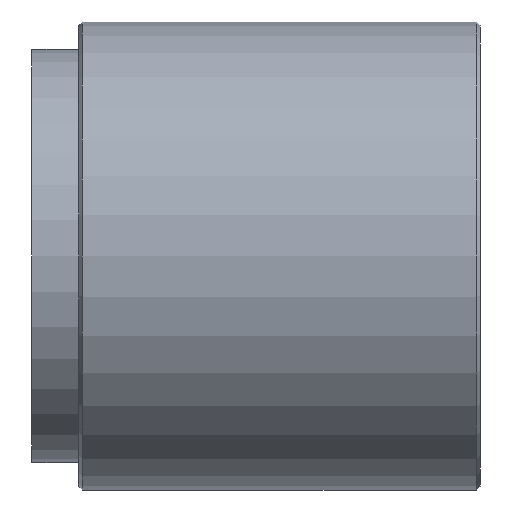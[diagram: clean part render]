
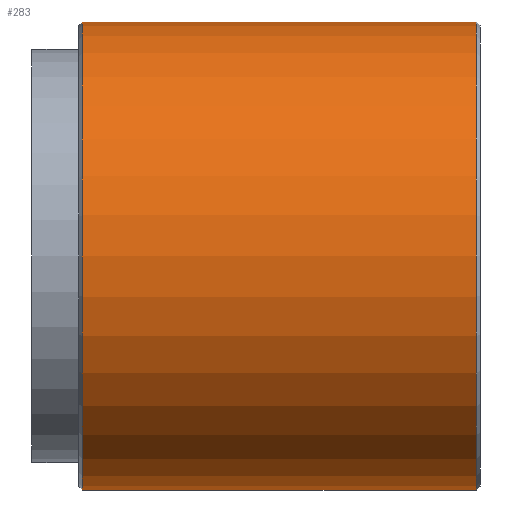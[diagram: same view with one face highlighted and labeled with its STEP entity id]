
A CAD part, front view. The second image highlights one B-rep face of the part: STEP entity #283.
In plain terms, the highlighted cylindrical face has radius 15.24 mm (diameter 30.48 mm), a partial arc.
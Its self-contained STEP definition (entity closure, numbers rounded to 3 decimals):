
#18 = AXIS2_PLACEMENT_3D ( 'NONE', #267, #226, #391 ) ;
#23 = EDGE_LOOP ( 'NONE', ( #222, #56, #251, #254 ) ) ;
#28 = VECTOR ( 'NONE', #346, 1000. ) ;
#48 = EDGE_CURVE ( 'NONE', #219, #202, #317, .T. ) ;
#52 = CARTESIAN_POINT ( 'NONE',  ( -0.254, 0., 15.24 ) ) ;
#53 = EDGE_CURVE ( 'NONE', #347, #166, #58, .T. ) ;
#56 = ORIENTED_EDGE ( 'NONE', *, *, #48, .T. ) ;
#58 = CIRCLE ( 'NONE', #18, 15.24 ) ;
#80 = AXIS2_PLACEMENT_3D ( 'NONE', #189, #153, #263 ) ;
#91 = CARTESIAN_POINT ( 'NONE',  ( -25.908, 0., 15.24 ) ) ;
#137 = EDGE_CURVE ( 'NONE', #219, #166, #294, .T. ) ;
#144 = CARTESIAN_POINT ( 'NONE',  ( 0., 0., -15.24 ) ) ;
#153 = DIRECTION ( 'NONE',  ( 1., 0., 0. ) ) ;
#166 = VERTEX_POINT ( 'NONE', #52 ) ;
#177 = LINE ( 'NONE', #144, #28 ) ;
#189 = CARTESIAN_POINT ( 'NONE',  ( -25.908, 0., 0. ) ) ;
#202 = VERTEX_POINT ( 'NONE', #269 ) ;
#213 = CARTESIAN_POINT ( 'NONE',  ( 0., 0., 0. ) ) ;
#219 = VERTEX_POINT ( 'NONE', #91 ) ;
#222 = ORIENTED_EDGE ( 'NONE', *, *, #137, .F. ) ;
#226 = DIRECTION ( 'NONE',  ( -1., 0., 0. ) ) ;
#250 = DIRECTION ( 'NONE',  ( 0., 0., -1. ) ) ;
#251 = ORIENTED_EDGE ( 'NONE', *, *, #318, .T. ) ;
#254 = ORIENTED_EDGE ( 'NONE', *, *, #53, .T. ) ;
#257 = CARTESIAN_POINT ( 'NONE',  ( -0.254, 0., -15.24 ) ) ;
#263 = DIRECTION ( 'NONE',  ( 0., 0., 1. ) ) ;
#267 = CARTESIAN_POINT ( 'NONE',  ( -0.254, 0., 0. ) ) ;
#269 = CARTESIAN_POINT ( 'NONE',  ( -25.908, 0., -15.24 ) ) ;
#283 = ADVANCED_FACE ( 'NONE', ( #353 ), #308, .T. ) ;
#294 = LINE ( 'NONE', #432, #378 ) ;
#308 = CYLINDRICAL_SURFACE ( 'NONE', #389, 15.24 ) ;
#317 = CIRCLE ( 'NONE', #80, 15.24 ) ;
#318 = EDGE_CURVE ( 'NONE', #202, #347, #177, .T. ) ;
#329 = DIRECTION ( 'NONE',  ( 1., 0., 0. ) ) ;
#346 = DIRECTION ( 'NONE',  ( 1., 0., 0. ) ) ;
#347 = VERTEX_POINT ( 'NONE', #257 ) ;
#353 = FACE_OUTER_BOUND ( 'NONE', #23, .T. ) ;
#378 = VECTOR ( 'NONE', #329, 1000. ) ;
#389 = AXIS2_PLACEMENT_3D ( 'NONE', #213, #453, #250 ) ;
#391 = DIRECTION ( 'NONE',  ( 0., 0., -1. ) ) ;
#432 = CARTESIAN_POINT ( 'NONE',  ( 0., 0., 15.24 ) ) ;
#453 = DIRECTION ( 'NONE',  ( 1., 0., 0. ) ) ;
